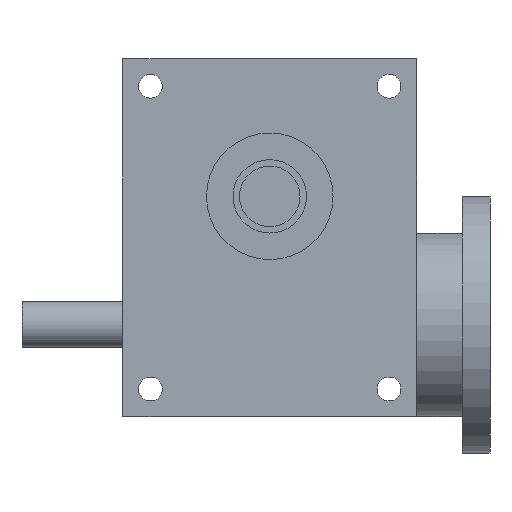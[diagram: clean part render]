
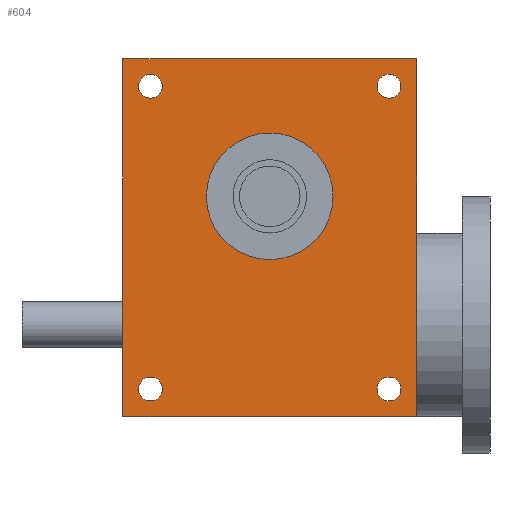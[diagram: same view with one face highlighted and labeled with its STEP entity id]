
A CAD part, front view. The second image highlights one B-rep face of the part: STEP entity #604.
In plain terms, the highlighted planar face has unit normal (0, -1, 0).
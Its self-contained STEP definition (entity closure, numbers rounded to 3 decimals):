
#604 = ADVANCED_FACE( '', ( #1233, #1234, #1235, #1236, #1237, #1238 ), #1239, .F. );
#1233 = FACE_BOUND( '', #1844, .T. );
#1234 = FACE_BOUND( '', #1845, .T. );
#1235 = FACE_BOUND( '', #1846, .T. );
#1236 = FACE_BOUND( '', #1847, .T. );
#1237 = FACE_BOUND( '', #1848, .T. );
#1238 = FACE_OUTER_BOUND( '', #1849, .T. );
#1239 = PLANE( '', #1850 );
#1844 = EDGE_LOOP( '', ( #3185 ) );
#1845 = EDGE_LOOP( '', ( #3186 ) );
#1846 = EDGE_LOOP( '', ( #3187 ) );
#1847 = EDGE_LOOP( '', ( #3188 ) );
#1848 = EDGE_LOOP( '', ( #3189 ) );
#1849 = EDGE_LOOP( '', ( #3190, #3191, #3192, #3193 ) );
#1850 = AXIS2_PLACEMENT_3D( '', #3194, #3195, #3196 );
#3185 = ORIENTED_EDGE( '', *, *, #3488, .T. );
#3186 = ORIENTED_EDGE( '', *, *, #3787, .T. );
#3187 = ORIENTED_EDGE( '', *, *, #3791, .T. );
#3188 = ORIENTED_EDGE( '', *, *, #3378, .T. );
#3189 = ORIENTED_EDGE( '', *, *, #3483, .T. );
#3190 = ORIENTED_EDGE( '', *, *, #3514, .T. );
#3191 = ORIENTED_EDGE( '', *, *, #3793, .F. );
#3192 = ORIENTED_EDGE( '', *, *, #3639, .F. );
#3193 = ORIENTED_EDGE( '', *, *, #3710, .T. );
#3194 = CARTESIAN_POINT( '', ( -80., -60., 97.5 ) );
#3195 = DIRECTION( '', ( 0., 1., 0. ) );
#3196 = DIRECTION( '', ( 0., 0., 1. ) );
#3378 = EDGE_CURVE( '', #3984, #3984, #3985, .T. );
#3483 = EDGE_CURVE( '', #4175, #4175, #4176, .T. );
#3488 = EDGE_CURVE( '', #4181, #4181, #4182, .T. );
#3514 = EDGE_CURVE( '', #4216, #4218, #4220, .T. );
#3639 = EDGE_CURVE( '', #4400, #4402, #4403, .T. );
#3710 = EDGE_CURVE( '', #4400, #4216, #4485, .T. );
#3787 = EDGE_CURVE( '', #4573, #4573, #4574, .T. );
#3791 = EDGE_CURVE( '', #4578, #4578, #4579, .T. );
#3793 = EDGE_CURVE( '', #4402, #4218, #4581, .T. );
#3984 = VERTEX_POINT( '', #4829 );
#3985 = CIRCLE( '', #4830, 6.5 );
#4175 = VERTEX_POINT( '', #5083 );
#4176 = CIRCLE( '', #5084, 34.5 );
#4181 = VERTEX_POINT( '', #5089 );
#4182 = CIRCLE( '', #5090, 6.5 );
#4216 = VERTEX_POINT( '', #5200 );
#4218 = VERTEX_POINT( '', #5203 );
#4220 = LINE( '', #5206, #5207 );
#4400 = VERTEX_POINT( '', #5430 );
#4402 = VERTEX_POINT( '', #5433 );
#4403 = LINE( '', #5434, #5435 );
#4485 = LINE( '', #5547, #5548 );
#4573 = VERTEX_POINT( '', #5653 );
#4574 = CIRCLE( '', #5654, 6.5 );
#4578 = VERTEX_POINT( '', #5658 );
#4579 = CIRCLE( '', #5659, 6.5 );
#4581 = LINE( '', #5661, #5662 );
#4829 = CARTESIAN_POINT( '', ( 71.5, -60., -82.5 ) );
#4830 = AXIS2_PLACEMENT_3D( '', #5805, #5806, #5807 );
#5083 = CARTESIAN_POINT( '', ( 34.5, -60., 22.5 ) );
#5084 = AXIS2_PLACEMENT_3D( '', #5970, #5971, #5972 );
#5089 = CARTESIAN_POINT( '', ( 71.5, -60., 82.5 ) );
#5090 = AXIS2_PLACEMENT_3D( '', #5976, #5977, #5978 );
#5200 = CARTESIAN_POINT( '', ( -80., -60., -97.5 ) );
#5203 = CARTESIAN_POINT( '', ( 80., -60., -97.5 ) );
#5206 = CARTESIAN_POINT( '', ( -80., -60., -97.5 ) );
#5207 = VECTOR( '', #6003, 1000. );
#5430 = CARTESIAN_POINT( '', ( -80., -60., 97.5 ) );
#5433 = CARTESIAN_POINT( '', ( 80., -60., 97.5 ) );
#5434 = CARTESIAN_POINT( '', ( -80., -60., 97.5 ) );
#5435 = VECTOR( '', #6171, 1000. );
#5547 = CARTESIAN_POINT( '', ( -80., -60., 97.5 ) );
#5548 = VECTOR( '', #6226, 1000. );
#5653 = CARTESIAN_POINT( '', ( -58.5, -60., 82.5 ) );
#5654 = AXIS2_PLACEMENT_3D( '', #6277, #6278, #6279 );
#5658 = CARTESIAN_POINT( '', ( -58.5, -60., -82.5 ) );
#5659 = AXIS2_PLACEMENT_3D( '', #6280, #6281, #6282 );
#5661 = CARTESIAN_POINT( '', ( 80., -60., 97.5 ) );
#5662 = VECTOR( '', #6283, 1000. );
#5805 = CARTESIAN_POINT( '', ( 65., -60., -82.5 ) );
#5806 = DIRECTION( '', ( 0., 1., 0. ) );
#5807 = DIRECTION( '', ( 1., 0., 0. ) );
#5970 = CARTESIAN_POINT( '', ( 0., -60., 22.5 ) );
#5971 = DIRECTION( '', ( 0., 1., 0. ) );
#5972 = DIRECTION( '', ( 1., 0., 0. ) );
#5976 = CARTESIAN_POINT( '', ( 65., -60., 82.5 ) );
#5977 = DIRECTION( '', ( 0., 1., 0. ) );
#5978 = DIRECTION( '', ( 1., 0., 0. ) );
#6003 = DIRECTION( '', ( 1., 0., 0. ) );
#6171 = DIRECTION( '', ( 1., 0., 0. ) );
#6226 = DIRECTION( '', ( 0., 0., -1. ) );
#6277 = CARTESIAN_POINT( '', ( -65., -60., 82.5 ) );
#6278 = DIRECTION( '', ( 0., 1., 0. ) );
#6279 = DIRECTION( '', ( 1., 0., 0. ) );
#6280 = CARTESIAN_POINT( '', ( -65., -60., -82.5 ) );
#6281 = DIRECTION( '', ( 0., 1., 0. ) );
#6282 = DIRECTION( '', ( 1., 0., 0. ) );
#6283 = DIRECTION( '', ( 0., 0., -1. ) );
